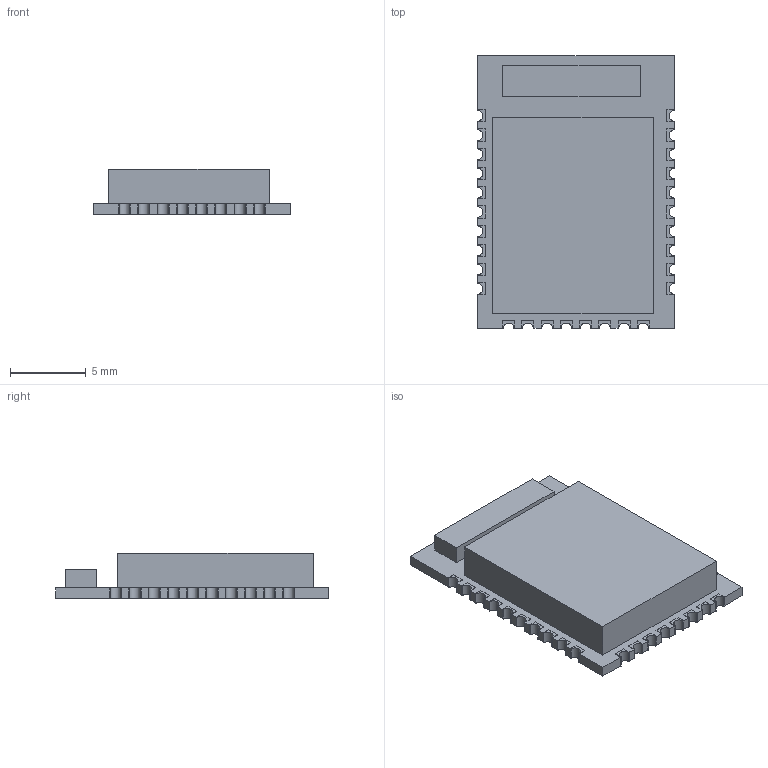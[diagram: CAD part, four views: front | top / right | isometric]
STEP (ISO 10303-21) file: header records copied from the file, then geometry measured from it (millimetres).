
FILE_DESCRIPTION(('FreeCAD Model'),'2;1');
FILE_NAME('Open CASCADE Shape Model','2022-06-27T19:18:40',( 'kicad StepUp'),('ksu MCAD'),'Open CASCADE STEP processor 7.6', 'FreeCAD','Unknown');
FILE_SCHEMA(('AUTOMOTIVE_DESIGN { 1 0 10303 214 1 1 1 1 }'));
Length unit declared in the file: millimetre
Products named in the file (1): E73-2G4M08S1E
Bounding box: 13 x 18 x 3.04 mm (x, y, z)
Volume: 498.1 mm3; surface area: 651.9 mm2
Topology: 1 solids, 1 shells, 511 faces, 1308 edges, 816 vertices
Faces by surface type: plane 483, cylinder 28
Entity records: 15307 total; most frequent: CARTESIAN_POINT 2636, ORIENTED_EDGE 2616, DIRECTION 2388, EDGE_CURVE 1308, LINE 1252, VECTOR 1252, VERTEX_POINT 816, AXIS2_PLACEMENT_3D 568
